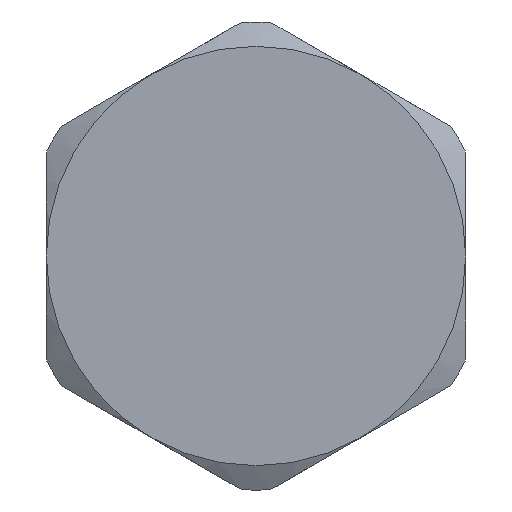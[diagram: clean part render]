
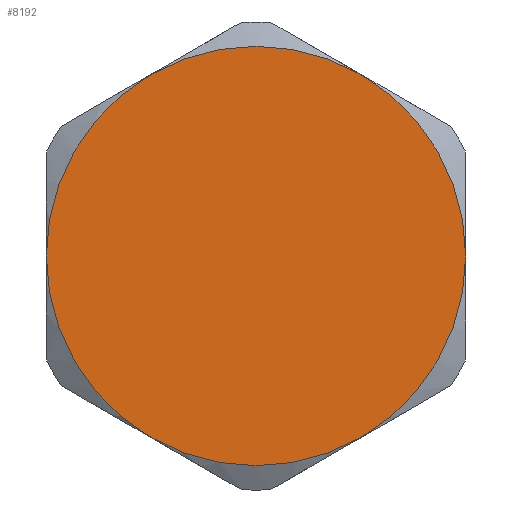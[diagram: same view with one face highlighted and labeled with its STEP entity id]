
A CAD part, left-side view. The second image highlights one B-rep face of the part: STEP entity #8192.
In plain terms, the highlighted planar face has unit normal (-1, 0, 0).
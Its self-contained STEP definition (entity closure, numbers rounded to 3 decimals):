
#145 = CIRCLE ( 'NONE', #3046, 11.11 ) ;
#164 = ORIENTED_EDGE ( 'NONE', *, *, #8657, .T. ) ;
#415 = VERTEX_POINT ( 'NONE', #2038 ) ;
#431 = AXIS2_PLACEMENT_3D ( 'NONE', #8586, #2803, #7157 ) ;
#513 = DIRECTION ( 'NONE',  ( -1., 0., 0. ) ) ;
#628 = EDGE_CURVE ( 'NONE', #415, #1955, #664, .T. ) ;
#655 = CARTESIAN_POINT ( 'NONE',  ( 0., 5.555, -9.622 ) ) ;
#664 = CIRCLE ( 'NONE', #5003, 11.11 ) ;
#869 = DIRECTION ( 'NONE',  ( -1., 0., 0. ) ) ;
#948 = AXIS2_PLACEMENT_3D ( 'NONE', #6621, #869, #4399 ) ;
#1070 = CARTESIAN_POINT ( 'NONE',  ( 0., -11.11, 0. ) ) ;
#1243 = DIRECTION ( 'NONE',  ( -1., 0., 0. ) ) ;
#1518 = DIRECTION ( 'NONE',  ( -1., 0., 0. ) ) ;
#1678 = VERTEX_POINT ( 'NONE', #3372 ) ;
#1756 = AXIS2_PLACEMENT_3D ( 'NONE', #9120, #513, #9180 ) ;
#1955 = VERTEX_POINT ( 'NONE', #1070 ) ;
#2038 = CARTESIAN_POINT ( 'NONE',  ( 0., -5.555, -9.622 ) ) ;
#2144 = PLANE ( 'NONE',  #431 ) ;
#2547 = EDGE_CURVE ( 'NONE', #7754, #6853, #3608, .T. ) ;
#2803 = DIRECTION ( 'NONE',  ( 1., 0., 0. ) ) ;
#2884 = DIRECTION ( 'NONE',  ( -1., 0., 0. ) ) ;
#3002 = ORIENTED_EDGE ( 'NONE', *, *, #628, .T. ) ;
#3046 = AXIS2_PLACEMENT_3D ( 'NONE', #3748, #1518, #5216 ) ;
#3069 = CIRCLE ( 'NONE', #3357, 11.11 ) ;
#3195 = CIRCLE ( 'NONE', #1756, 11.11 ) ;
#3236 = CARTESIAN_POINT ( 'NONE',  ( 0., -5.555, 9.622 ) ) ;
#3357 = AXIS2_PLACEMENT_3D ( 'NONE', #6469, #2884, #7908 ) ;
#3372 = CARTESIAN_POINT ( 'NONE',  ( 0., 11.11, 0. ) ) ;
#3395 = DIRECTION ( 'NONE',  ( 0., -1., 0. ) ) ;
#3486 = EDGE_CURVE ( 'NONE', #4108, #415, #4040, .T. ) ;
#3608 = CIRCLE ( 'NONE', #4533, 11.11 ) ;
#3748 = CARTESIAN_POINT ( 'NONE',  ( 0., 0., 0. ) ) ;
#4040 = CIRCLE ( 'NONE', #948, 11.11 ) ;
#4108 = VERTEX_POINT ( 'NONE', #655 ) ;
#4399 = DIRECTION ( 'NONE',  ( 0., -1., 0. ) ) ;
#4533 = AXIS2_PLACEMENT_3D ( 'NONE', #4859, #1243, #7013 ) ;
#4573 = ORIENTED_EDGE ( 'NONE', *, *, #8072, .T. ) ;
#4677 = CARTESIAN_POINT ( 'NONE',  ( 0., 5.555, 9.622 ) ) ;
#4859 = CARTESIAN_POINT ( 'NONE',  ( 0., 0., 0. ) ) ;
#4872 = ORIENTED_EDGE ( 'NONE', *, *, #2547, .T. ) ;
#5003 = AXIS2_PLACEMENT_3D ( 'NONE', #5587, #6279, #3395 ) ;
#5094 = FACE_OUTER_BOUND ( 'NONE', #6591, .T. ) ;
#5216 = DIRECTION ( 'NONE',  ( 0., -1., 0. ) ) ;
#5587 = CARTESIAN_POINT ( 'NONE',  ( 0., 0., 0. ) ) ;
#5815 = EDGE_CURVE ( 'NONE', #6853, #1678, #145, .T. ) ;
#6279 = DIRECTION ( 'NONE',  ( -1., 0., 0. ) ) ;
#6469 = CARTESIAN_POINT ( 'NONE',  ( 0., 0., 0. ) ) ;
#6591 = EDGE_LOOP ( 'NONE', ( #4573, #4872, #8621, #164, #7667, #3002 ) ) ;
#6621 = CARTESIAN_POINT ( 'NONE',  ( 0., 0., 0. ) ) ;
#6853 = VERTEX_POINT ( 'NONE', #4677 ) ;
#7013 = DIRECTION ( 'NONE',  ( 0., -1., 0. ) ) ;
#7157 = DIRECTION ( 'NONE',  ( 0., 1., 0. ) ) ;
#7667 = ORIENTED_EDGE ( 'NONE', *, *, #3486, .T. ) ;
#7754 = VERTEX_POINT ( 'NONE', #3236 ) ;
#7908 = DIRECTION ( 'NONE',  ( 0., -1., 0. ) ) ;
#8072 = EDGE_CURVE ( 'NONE', #1955, #7754, #3195, .T. ) ;
#8192 = ADVANCED_FACE ( 'NONE', ( #5094 ), #2144, .F. ) ;
#8586 = CARTESIAN_POINT ( 'NONE',  ( 0., 0., 0. ) ) ;
#8621 = ORIENTED_EDGE ( 'NONE', *, *, #5815, .T. ) ;
#8657 = EDGE_CURVE ( 'NONE', #1678, #4108, #3069, .T. ) ;
#9120 = CARTESIAN_POINT ( 'NONE',  ( 0., 0., 0. ) ) ;
#9180 = DIRECTION ( 'NONE',  ( 0., -1., 0. ) ) ;
